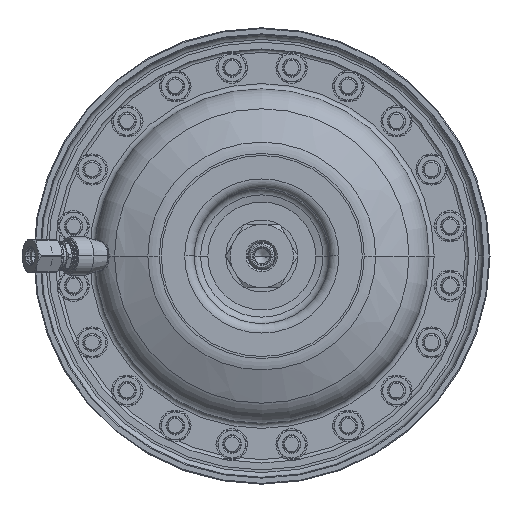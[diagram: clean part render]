
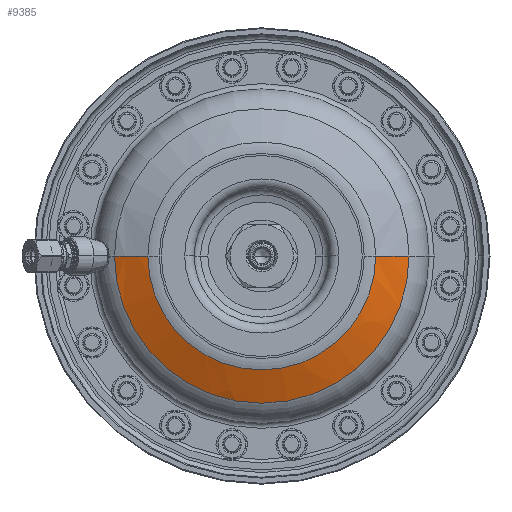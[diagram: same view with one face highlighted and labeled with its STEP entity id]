
A CAD part, front view. The second image highlights one B-rep face of the part: STEP entity #9385.
In plain terms, the highlighted spherical face has radius 200 mm.
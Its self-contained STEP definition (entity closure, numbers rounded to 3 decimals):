
#7656=CARTESIAN_POINT('',(0.,18.961,0.));
#7657=DIRECTION('',(0.,1.,0.));
#7658=DIRECTION('',(1.,0.,0.));
#7659=AXIS2_PLACEMENT_3D('',#7656,#7657,#7658);
#7661=CARTESIAN_POINT('',(0.,200.,0.));
#7662=DIRECTION('',(0.,0.,1.));
#7663=DIRECTION('',(-0.425,-0.905,0.));
#7664=AXIS2_PLACEMENT_3D('',#7661,#7662,#7663);
#7666=CARTESIAN_POINT('',(0.,11.111,0.));
#7667=DIRECTION('',(0.,-1.,0.));
#7668=DIRECTION('',(-1.,0.,0.));
#7669=AXIS2_PLACEMENT_3D('',#7666,#7667,#7668);
#7671=CARTESIAN_POINT('',(0.,200.,0.));
#7672=DIRECTION('',(0.,0.,-1.));
#7673=DIRECTION('',(0.425,-0.905,0.));
#7674=AXIS2_PLACEMENT_3D('',#7671,#7672,#7673);
#8908=CARTESIAN_POINT('',(65.734,11.111,0.));
#8909=VERTEX_POINT('',#8908);
#8910=CARTESIAN_POINT('',(-65.734,11.111,0.));
#8911=VERTEX_POINT('',#8910);
#8912=CARTESIAN_POINT('',(85.,18.961,0.));
#8913=VERTEX_POINT('',#8912);
#8914=CARTESIAN_POINT('',(-85.,18.961,0.));
#8915=VERTEX_POINT('',#8914);
#9371=CARTESIAN_POINT('',(0.,200.,0.));
#9372=DIRECTION('',(0.329,-0.944,0.));
#9373=DIRECTION('',(-0.944,-0.329,0.));
#9374=AXIS2_PLACEMENT_3D('',#9371,#9372,#9373);
#9375=SPHERICAL_SURFACE('',#9374,200.);
#9377=ORIENTED_EDGE('',*,*,#9376,.F.);
#9379=ORIENTED_EDGE('',*,*,#9378,.T.);
#9381=ORIENTED_EDGE('',*,*,#9380,.T.);
#9382=ORIENTED_EDGE('',*,*,#9364,.T.);
#9383=EDGE_LOOP('',(#9377,#9379,#9381,#9382));
#9384=FACE_OUTER_BOUND('',#9383,.F.);
#9385=ADVANCED_FACE('',(#9384),#9375,.T.);
#7660=CIRCLE('',#7659,85.);
#7665=CIRCLE('',#7664,200.);
#7670=CIRCLE('',#7669,65.734);
#7675=CIRCLE('',#7674,200.);
#9364=EDGE_CURVE('',#8911,#8909,#7670,.T.);
#9376=EDGE_CURVE('',#8913,#8909,#7675,.T.);
#9378=EDGE_CURVE('',#8913,#8915,#7660,.T.);
#9380=EDGE_CURVE('',#8915,#8911,#7665,.T.);
